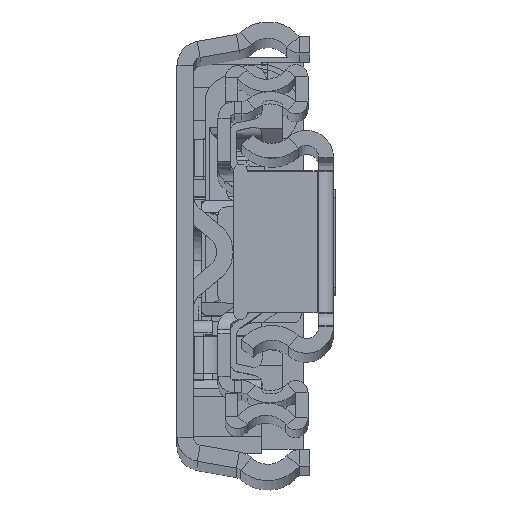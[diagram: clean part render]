
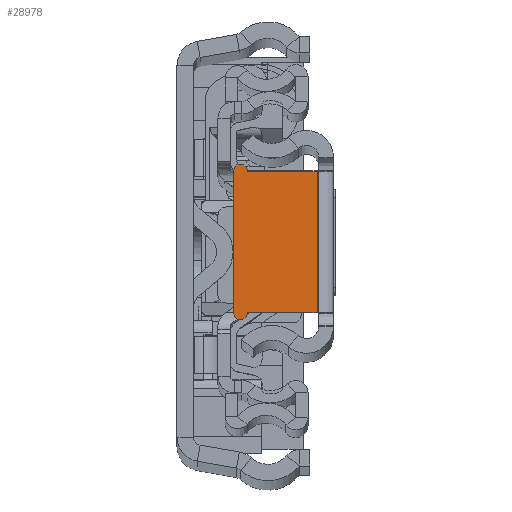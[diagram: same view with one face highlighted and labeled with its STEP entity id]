
A CAD part, top view. The second image highlights one B-rep face of the part: STEP entity #28978.
In plain terms, the highlighted planar face has unit normal (0, 0, 1).
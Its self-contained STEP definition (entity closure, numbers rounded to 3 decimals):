
#325 = DIRECTION ( 'NONE',  ( 1., 0., 0. ) ) ;
#1462 = CARTESIAN_POINT ( 'NONE',  ( 0., 0., 0. ) ) ;
#1663 = EDGE_CURVE ( 'NONE', #26818, #50727, #35938, .T. ) ;
#1740 = ORIENTED_EDGE ( 'NONE', *, *, #47569, .F. ) ;
#1987 = FACE_OUTER_BOUND ( 'NONE', #9437, .T. ) ;
#2521 = VECTOR ( 'NONE', #23856, 1000. ) ;
#2681 = EDGE_CURVE ( 'NONE', #27563, #24775, #47072, .T. ) ;
#6531 = EDGE_CURVE ( 'NONE', #27563, #37719, #20736, .T. ) ;
#7371 = CARTESIAN_POINT ( 'NONE',  ( -12.2, -8.65, 0. ) ) ;
#8311 = DIRECTION ( 'NONE',  ( 0., 1., 0. ) ) ;
#8677 = CARTESIAN_POINT ( 'NONE',  ( -10.5, 8.65, 0. ) ) ;
#9437 = EDGE_LOOP ( 'NONE', ( #27176, #12025, #45230, #24952, #1740, #47038 ) ) ;
#11406 = CARTESIAN_POINT ( 'NONE',  ( -11.35, 8.65, 0. ) ) ;
#12025 = ORIENTED_EDGE ( 'NONE', *, *, #39625, .T. ) ;
#13326 = VECTOR ( 'NONE', #8311, 1000. ) ;
#14554 = CARTESIAN_POINT ( 'NONE',  ( -2., 8.65, 0. ) ) ;
#15594 = LINE ( 'NONE', #48474, #36485 ) ;
#16791 = CARTESIAN_POINT ( 'NONE',  ( -2., 0., 0. ) ) ;
#17494 = DIRECTION ( 'NONE',  ( 1., 0., 0. ) ) ;
#18842 = CARTESIAN_POINT ( 'NONE',  ( -2., -8.65, 0. ) ) ;
#20092 = CARTESIAN_POINT ( 'NONE',  ( -10.5, -8.65, 0. ) ) ;
#20675 = CARTESIAN_POINT ( 'NONE',  ( -12.2, 8.65, 0. ) ) ;
#20736 = LINE ( 'NONE', #16791, #36351 ) ;
#21448 = PLANE ( 'NONE',  #30036 ) ;
#21695 = AXIS2_PLACEMENT_3D ( 'NONE', #11406, #23473, #35822 ) ;
#23343 = CARTESIAN_POINT ( 'NONE',  ( -12.2, -8.65, 0. ) ) ;
#23473 = DIRECTION ( 'NONE',  ( 0., 0., 1. ) ) ;
#23856 = DIRECTION ( 'NONE',  ( -1., 0., 0. ) ) ;
#24775 = VERTEX_POINT ( 'NONE', #20092 ) ;
#24952 = ORIENTED_EDGE ( 'NONE', *, *, #6531, .T. ) ;
#26788 = VERTEX_POINT ( 'NONE', #7371 ) ;
#26818 = VERTEX_POINT ( 'NONE', #8677 ) ;
#27176 = ORIENTED_EDGE ( 'NONE', *, *, #29935, .F. ) ;
#27563 = VERTEX_POINT ( 'NONE', #18842 ) ;
#28978 = ADVANCED_FACE ( 'NONE', ( #1987 ), #21448, .T. ) ;
#29834 = DIRECTION ( 'NONE',  ( 0., 0., 1. ) ) ;
#29935 = EDGE_CURVE ( 'NONE', #26788, #50727, #48321, .T. ) ;
#30036 = AXIS2_PLACEMENT_3D ( 'NONE', #1462, #29834, #17494 ) ;
#32841 = DIRECTION ( 'NONE',  ( 0., 1., 0. ) ) ;
#33460 = AXIS2_PLACEMENT_3D ( 'NONE', #45515, #49216, #37065 ) ;
#35822 = DIRECTION ( 'NONE',  ( 1., 0., 0. ) ) ;
#35938 = CIRCLE ( 'NONE', #21695, 0.85 ) ;
#36351 = VECTOR ( 'NONE', #32841, 1000. ) ;
#36485 = VECTOR ( 'NONE', #325, 1000. ) ;
#37065 = DIRECTION ( 'NONE',  ( -1., 0., 0. ) ) ;
#37604 = CIRCLE ( 'NONE', #33460, 0.85 ) ;
#37719 = VERTEX_POINT ( 'NONE', #14554 ) ;
#39625 = EDGE_CURVE ( 'NONE', #26788, #24775, #37604, .T. ) ;
#45230 = ORIENTED_EDGE ( 'NONE', *, *, #2681, .F. ) ;
#45515 = CARTESIAN_POINT ( 'NONE',  ( -11.35, -8.65, 0. ) ) ;
#47038 = ORIENTED_EDGE ( 'NONE', *, *, #1663, .T. ) ;
#47072 = LINE ( 'NONE', #23343, #2521 ) ;
#47569 = EDGE_CURVE ( 'NONE', #26818, #37719, #15594, .T. ) ;
#48321 = LINE ( 'NONE', #20675, #13326 ) ;
#48474 = CARTESIAN_POINT ( 'NONE',  ( -1.8, 8.65, 0. ) ) ;
#49216 = DIRECTION ( 'NONE',  ( 0., 0., 1. ) ) ;
#50727 = VERTEX_POINT ( 'NONE', #51823 ) ;
#51823 = CARTESIAN_POINT ( 'NONE',  ( -12.2, 8.65, 0. ) ) ;
